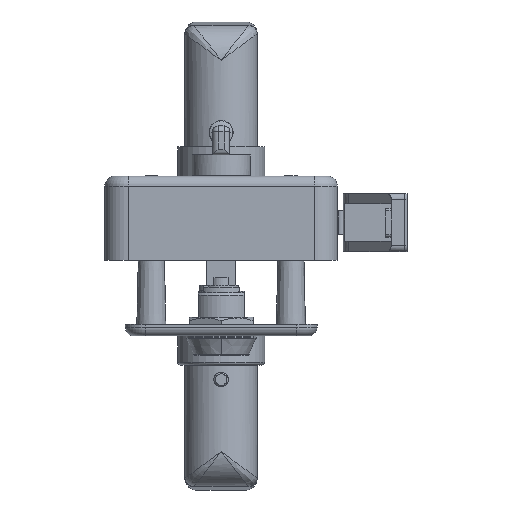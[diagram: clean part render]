
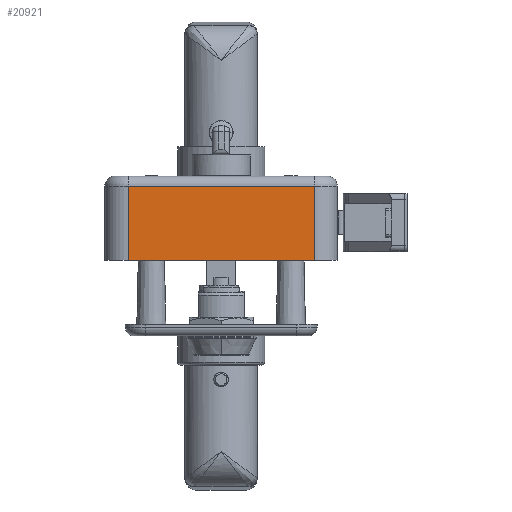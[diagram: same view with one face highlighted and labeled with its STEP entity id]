
A CAD part, front view. The second image highlights one B-rep face of the part: STEP entity #20921.
In plain terms, the highlighted planar face has unit normal (0, -1, 0).
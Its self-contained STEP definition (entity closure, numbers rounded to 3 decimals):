
#1321 = CARTESIAN_POINT ( 'NONE',  ( -32., -60.5, 3.5 ) ) ;
#1834 = CARTESIAN_POINT ( 'NONE',  ( 32., -60.5, 3.5 ) ) ;
#4414 = EDGE_CURVE ( 'NONE', #17896, #16621, #8802, .T. ) ;
#4918 = CARTESIAN_POINT ( 'NONE',  ( -32., -60.5, 29. ) ) ;
#5488 = CARTESIAN_POINT ( 'NONE',  ( 32., -60.5, 29. ) ) ;
#7643 = EDGE_CURVE ( 'NONE', #7844, #18705, #14183, .T. ) ;
#7844 = VERTEX_POINT ( 'NONE', #7957 ) ;
#7957 = CARTESIAN_POINT ( 'NONE',  ( -32., -60.5, 29. ) ) ;
#8527 = CARTESIAN_POINT ( 'NONE',  ( 32., -60.5, 29. ) ) ;
#8802 = LINE ( 'NONE', #1321, #18058 ) ;
#9175 = CARTESIAN_POINT ( 'NONE',  ( -32., -60.5, 3.5 ) ) ;
#10799 = AXIS2_PLACEMENT_3D ( 'NONE', #14827, #17589, #15131 ) ;
#13525 = DIRECTION ( 'NONE',  ( 1., 0., 0. ) ) ;
#14183 = LINE ( 'NONE', #4918, #20478 ) ;
#14677 = DIRECTION ( 'NONE',  ( 1., 0., 0. ) ) ;
#14827 = CARTESIAN_POINT ( 'NONE',  ( -32., -60.5, 29. ) ) ;
#15131 = DIRECTION ( 'NONE',  ( 0., 0., 1. ) ) ;
#15567 = DIRECTION ( 'NONE',  ( 0., 0., -1. ) ) ;
#16557 = VECTOR ( 'NONE', #15567, 1000. ) ;
#16621 = VERTEX_POINT ( 'NONE', #1834 ) ;
#17589 = DIRECTION ( 'NONE',  ( 0., 1., 0. ) ) ;
#17896 = VERTEX_POINT ( 'NONE', #9175 ) ;
#18058 = VECTOR ( 'NONE', #13525, 1000. ) ;
#18705 = VERTEX_POINT ( 'NONE', #8527 ) ;
#19660 = ORIENTED_EDGE ( 'NONE', *, *, #29108, .T. ) ;
#19726 = FACE_OUTER_BOUND ( 'NONE', #26537, .T. ) ;
#20324 = DIRECTION ( 'NONE',  ( 0., 0., -1. ) ) ;
#20478 = VECTOR ( 'NONE', #14677, 1000. ) ;
#20921 = ADVANCED_FACE ( 'NONE', ( #19726 ), #29955, .F. ) ;
#21581 = EDGE_CURVE ( 'NONE', #18705, #16621, #27769, .T. ) ;
#22780 = CARTESIAN_POINT ( 'NONE',  ( -32., -60.5, 29. ) ) ;
#23201 = VECTOR ( 'NONE', #20324, 1000. ) ;
#26537 = EDGE_LOOP ( 'NONE', ( #19660, #30144, #32014, #29677 ) ) ;
#27628 = LINE ( 'NONE', #22780, #23201 ) ;
#27769 = LINE ( 'NONE', #5488, #16557 ) ;
#29108 = EDGE_CURVE ( 'NONE', #7844, #17896, #27628, .T. ) ;
#29677 = ORIENTED_EDGE ( 'NONE', *, *, #7643, .F. ) ;
#29955 = PLANE ( 'NONE',  #10799 ) ;
#30144 = ORIENTED_EDGE ( 'NONE', *, *, #4414, .T. ) ;
#32014 = ORIENTED_EDGE ( 'NONE', *, *, #21581, .F. ) ;
